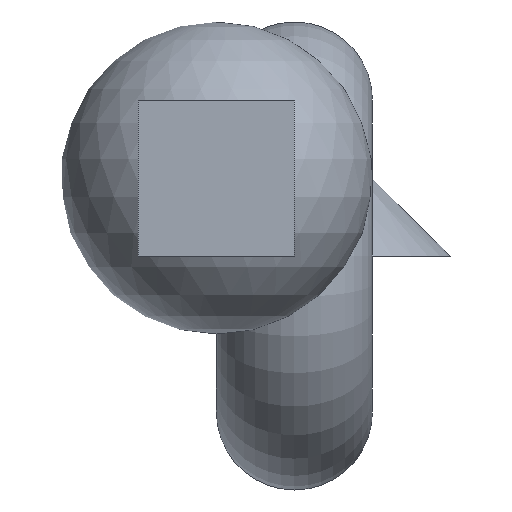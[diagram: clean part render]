
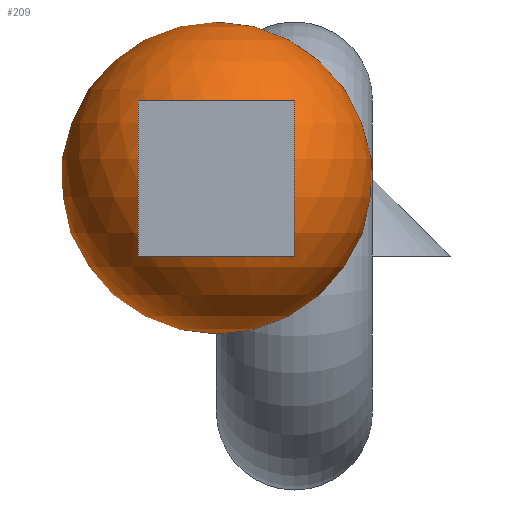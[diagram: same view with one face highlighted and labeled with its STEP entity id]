
A CAD part, left-side view. The second image highlights one B-rep face of the part: STEP entity #209.
In plain terms, the highlighted spherical face has radius 100 mm.
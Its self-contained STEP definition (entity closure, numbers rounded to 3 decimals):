
#200=CARTESIAN_POINT('', (300., 50., 
   50.));
#201=DIRECTION('', (0., 0., 
   1.));
#202=DIRECTION('', (1., 0., 
   0.));
#203=AXIS2_PLACEMENT_3D('', #200, #201, #202);
#204=SPHERICAL_SURFACE('', #203, 100.);
#205=VERTEX_POINT('', #206);
#206=CARTESIAN_POINT('', (400., 50., 
   50.));
#207=VERTEX_LOOP('', #205);
#208=FACE_BOUND('', #207, .T.);
#209=ADVANCED_FACE('', (#208), #204, .T.);
